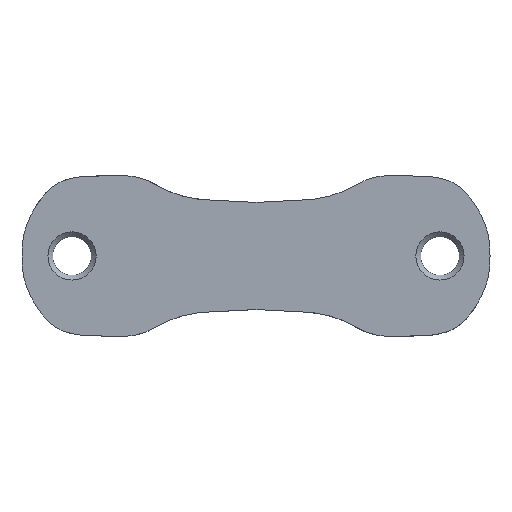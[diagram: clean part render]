
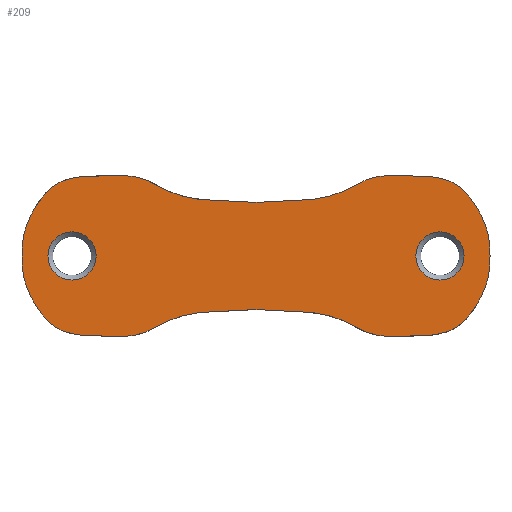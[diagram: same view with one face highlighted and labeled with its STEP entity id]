
A CAD part, top view. The second image highlights one B-rep face of the part: STEP entity #209.
In plain terms, the highlighted planar face has unit normal (0, 0, 1).
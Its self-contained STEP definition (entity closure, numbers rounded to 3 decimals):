
#15=FACE_BOUND('',#60,.T.);
#16=FACE_BOUND('',#61,.T.);
#19=PLANE('',#241);
#21=(
BOUNDED_CURVE()
B_SPLINE_CURVE(5,(#366,#367,#368,#369,#370,#371,#372,#373,#374,#375,#376,
#377,#378,#379,#380,#381,#382,#383,#384,#385),.UNSPECIFIED.,.F.,.F.)
B_SPLINE_CURVE_WITH_KNOTS((6,1,1,1,1,1,1,1,1,1,1,1,1,1,1,6),(0.,0.067,
0.133,0.2,0.267,0.333,0.4,0.467,
0.533,0.6,0.667,0.733,0.8,0.867,
0.933,1.),.UNSPECIFIED.)
CURVE()
GEOMETRIC_REPRESENTATION_ITEM()
RATIONAL_B_SPLINE_CURVE((1.,1.,1.,1.,1.,1.,1.,1.,1.,1.,1.,1.,1.,1.,1.,1.,
1.,1.,1.,1.))
REPRESENTATION_ITEM('')
);
#23=(
BOUNDED_CURVE()
B_SPLINE_CURVE(5,(#451,#452,#453,#454,#455,#456,#457,#458,#459,#460,#461,
#462,#463,#464,#465,#466,#467,#468,#469,#470),.UNSPECIFIED.,.F.,.F.)
B_SPLINE_CURVE_WITH_KNOTS((6,1,1,1,1,1,1,1,1,1,1,1,1,1,1,6),(0.,0.067,
0.133,0.2,0.267,0.333,0.4,0.467,
0.533,0.6,0.667,0.733,0.8,0.867,
0.933,1.),.UNSPECIFIED.)
CURVE()
GEOMETRIC_REPRESENTATION_ITEM()
RATIONAL_B_SPLINE_CURVE((1.,1.,1.,1.,1.,1.,1.,1.,1.,1.,1.,1.,1.,1.,1.,1.,
1.,1.,1.,1.))
REPRESENTATION_ITEM('')
);
#25=(
BOUNDED_CURVE()
B_SPLINE_CURVE(5,(#534,#535,#536,#537,#538,#539,#540,#541,#542,#543,#544,
#545,#546,#547,#548,#549,#550,#551,#552,#553),.UNSPECIFIED.,.F.,.F.)
B_SPLINE_CURVE_WITH_KNOTS((6,1,1,1,1,1,1,1,1,1,1,1,1,1,1,6),(0.,0.067,
0.133,0.2,0.267,0.333,0.4,0.467,
0.533,0.6,0.667,0.733,0.8,0.867,
0.933,1.),.UNSPECIFIED.)
CURVE()
GEOMETRIC_REPRESENTATION_ITEM()
RATIONAL_B_SPLINE_CURVE((1.,1.,1.,1.,1.,1.,1.,1.,1.,1.,1.,1.,1.,1.,1.,1.,
1.,1.,1.,1.))
REPRESENTATION_ITEM('')
);
#27=(
BOUNDED_CURVE()
B_SPLINE_CURVE(5,(#616,#617,#618,#619,#620,#621,#622,#623,#624,#625,#626,
#627,#628,#629,#630,#631,#632,#633,#634,#635),.UNSPECIFIED.,.F.,.F.)
B_SPLINE_CURVE_WITH_KNOTS((6,1,1,1,1,1,1,1,1,1,1,1,1,1,1,6),(0.,0.067,
0.133,0.2,0.267,0.333,0.4,0.467,
0.533,0.6,0.667,0.733,0.8,0.867,
0.933,1.),.UNSPECIFIED.)
CURVE()
GEOMETRIC_REPRESENTATION_ITEM()
RATIONAL_B_SPLINE_CURVE((1.,1.,1.,1.,1.,1.,1.,1.,1.,1.,1.,1.,1.,1.,1.,1.,
1.,1.,1.,1.))
REPRESENTATION_ITEM('')
);
#47=FACE_OUTER_BOUND('',#59,.T.);
#59=EDGE_LOOP('',(#185,#186,#187,#188));
#60=EDGE_LOOP('',(#189));
#61=EDGE_LOOP('',(#190));
#88=CIRCLE('',#230,4.);
#92=CIRCLE('',#236,4.);
#98=VERTEX_POINT('',#301);
#102=VERTEX_POINT('',#313);
#105=VERTEX_POINT('',#364);
#106=VERTEX_POINT('',#365);
#109=VERTEX_POINT('',#450);
#111=VERTEX_POINT('',#533);
#117=EDGE_CURVE('',#98,#98,#88,.T.);
#123=EDGE_CURVE('',#102,#102,#92,.T.);
#129=EDGE_CURVE('',#105,#106,#21,.T.);
#133=EDGE_CURVE('',#105,#109,#23,.T.);
#136=EDGE_CURVE('',#111,#109,#25,.T.);
#139=EDGE_CURVE('',#111,#106,#27,.T.);
#185=ORIENTED_EDGE('',*,*,#139,.T.);
#186=ORIENTED_EDGE('',*,*,#129,.F.);
#187=ORIENTED_EDGE('',*,*,#133,.T.);
#188=ORIENTED_EDGE('',*,*,#136,.F.);
#189=ORIENTED_EDGE('',*,*,#117,.T.);
#190=ORIENTED_EDGE('',*,*,#123,.T.);
#209=ADVANCED_FACE('',(#47,#15,#16),#19,.T.);
#230=AXIS2_PLACEMENT_3D('',#302,#256,#257);
#236=AXIS2_PLACEMENT_3D('',#314,#270,#271);
#241=AXIS2_PLACEMENT_3D('',#656,#287,#288);
#256=DIRECTION('center_axis',(0.,0.,-1.));
#257=DIRECTION('ref_axis',(-1.,0.,0.));
#270=DIRECTION('center_axis',(0.,0.,-1.));
#271=DIRECTION('ref_axis',(-1.,0.,0.));
#287=DIRECTION('center_axis',(0.,0.,1.));
#288=DIRECTION('ref_axis',(1.,0.,0.));
#301=CARTESIAN_POINT('',(-51.55,0.427,0.));
#302=CARTESIAN_POINT('Origin',(-55.55,0.427,0.));
#313=CARTESIAN_POINT('',(9.55,0.427,0.));
#314=CARTESIAN_POINT('Origin',(5.55,0.427,0.));
#364=CARTESIAN_POINT('',(-25.,9.327,0.));
#365=CARTESIAN_POINT('',(13.857,0.427,0.));
#366=CARTESIAN_POINT('Ctrl Pts',(-25.,9.327,0.));
#367=CARTESIAN_POINT('Ctrl Pts',(-23.12,9.322,0.));
#368=CARTESIAN_POINT('Ctrl Pts',(-19.699,9.379,0.));
#369=CARTESIAN_POINT('Ctrl Pts',(-15.584,9.663,0.));
#370=CARTESIAN_POINT('Ctrl Pts',(-11.941,10.388,0.));
#371=CARTESIAN_POINT('Ctrl Pts',(-9.428,11.594,0.));
#372=CARTESIAN_POINT('Ctrl Pts',(-7.7,12.761,0.));
#373=CARTESIAN_POINT('Ctrl Pts',(-5.658,13.599,0.));
#374=CARTESIAN_POINT('Ctrl Pts',(-2.619,13.925,0.));
#375=CARTESIAN_POINT('Ctrl Pts',(1.128,13.861,0.));
#376=CARTESIAN_POINT('Ctrl Pts',(4.418,13.693,0.));
#377=CARTESIAN_POINT('Ctrl Pts',(7.139,13.084,0.));
#378=CARTESIAN_POINT('Ctrl Pts',(9.333,11.734,0.));
#379=CARTESIAN_POINT('Ctrl Pts',(11.232,9.427,0.));
#380=CARTESIAN_POINT('Ctrl Pts',(12.693,6.772,0.));
#381=CARTESIAN_POINT('Ctrl Pts',(13.519,4.451,0.));
#382=CARTESIAN_POINT('Ctrl Pts',(13.798,2.806,0.));
#383=CARTESIAN_POINT('Ctrl Pts',(13.868,1.619,0.));
#384=CARTESIAN_POINT('Ctrl Pts',(13.868,0.825,0.));
#385=CARTESIAN_POINT('Ctrl Pts',(13.857,0.427,0.));
#450=CARTESIAN_POINT('',(-63.857,0.427,0.));
#451=CARTESIAN_POINT('Ctrl Pts',(-25.,9.327,0.));
#452=CARTESIAN_POINT('Ctrl Pts',(-26.88,9.322,0.));
#453=CARTESIAN_POINT('Ctrl Pts',(-30.301,9.379,0.));
#454=CARTESIAN_POINT('Ctrl Pts',(-34.416,9.663,0.));
#455=CARTESIAN_POINT('Ctrl Pts',(-38.059,10.388,0.));
#456=CARTESIAN_POINT('Ctrl Pts',(-40.572,11.594,0.));
#457=CARTESIAN_POINT('Ctrl Pts',(-42.3,12.761,0.));
#458=CARTESIAN_POINT('Ctrl Pts',(-44.342,13.599,0.));
#459=CARTESIAN_POINT('Ctrl Pts',(-47.381,13.925,0.));
#460=CARTESIAN_POINT('Ctrl Pts',(-51.128,13.861,0.));
#461=CARTESIAN_POINT('Ctrl Pts',(-54.418,13.693,0.));
#462=CARTESIAN_POINT('Ctrl Pts',(-57.139,13.084,0.));
#463=CARTESIAN_POINT('Ctrl Pts',(-59.333,11.734,0.));
#464=CARTESIAN_POINT('Ctrl Pts',(-61.232,9.427,0.));
#465=CARTESIAN_POINT('Ctrl Pts',(-62.693,6.772,0.));
#466=CARTESIAN_POINT('Ctrl Pts',(-63.519,4.451,0.));
#467=CARTESIAN_POINT('Ctrl Pts',(-63.798,2.806,0.));
#468=CARTESIAN_POINT('Ctrl Pts',(-63.868,1.619,0.));
#469=CARTESIAN_POINT('Ctrl Pts',(-63.868,0.825,0.));
#470=CARTESIAN_POINT('Ctrl Pts',(-63.857,0.427,0.));
#533=CARTESIAN_POINT('',(-25.,-8.473,0.));
#534=CARTESIAN_POINT('Ctrl Pts',(-25.,-8.473,0.));
#535=CARTESIAN_POINT('Ctrl Pts',(-26.88,-8.468,0.));
#536=CARTESIAN_POINT('Ctrl Pts',(-30.301,-8.525,0.));
#537=CARTESIAN_POINT('Ctrl Pts',(-34.416,-8.809,0.));
#538=CARTESIAN_POINT('Ctrl Pts',(-38.059,-9.534,0.));
#539=CARTESIAN_POINT('Ctrl Pts',(-40.572,-10.74,0.));
#540=CARTESIAN_POINT('Ctrl Pts',(-42.3,-11.906,0.));
#541=CARTESIAN_POINT('Ctrl Pts',(-44.342,-12.745,0.));
#542=CARTESIAN_POINT('Ctrl Pts',(-47.381,-13.071,0.));
#543=CARTESIAN_POINT('Ctrl Pts',(-51.128,-13.006,0.));
#544=CARTESIAN_POINT('Ctrl Pts',(-54.418,-12.839,0.));
#545=CARTESIAN_POINT('Ctrl Pts',(-57.139,-12.229,0.));
#546=CARTESIAN_POINT('Ctrl Pts',(-59.333,-10.88,0.));
#547=CARTESIAN_POINT('Ctrl Pts',(-61.232,-8.573,0.));
#548=CARTESIAN_POINT('Ctrl Pts',(-62.693,-5.918,0.));
#549=CARTESIAN_POINT('Ctrl Pts',(-63.519,-3.596,0.));
#550=CARTESIAN_POINT('Ctrl Pts',(-63.798,-1.951,0.));
#551=CARTESIAN_POINT('Ctrl Pts',(-63.868,-0.765,0.));
#552=CARTESIAN_POINT('Ctrl Pts',(-63.868,0.03,0.));
#553=CARTESIAN_POINT('Ctrl Pts',(-63.857,0.427,0.));
#616=CARTESIAN_POINT('Ctrl Pts',(-25.,-8.473,0.));
#617=CARTESIAN_POINT('Ctrl Pts',(-23.12,-8.468,0.));
#618=CARTESIAN_POINT('Ctrl Pts',(-19.699,-8.525,0.));
#619=CARTESIAN_POINT('Ctrl Pts',(-15.584,-8.809,0.));
#620=CARTESIAN_POINT('Ctrl Pts',(-11.941,-9.534,0.));
#621=CARTESIAN_POINT('Ctrl Pts',(-9.428,-10.74,0.));
#622=CARTESIAN_POINT('Ctrl Pts',(-7.7,-11.906,0.));
#623=CARTESIAN_POINT('Ctrl Pts',(-5.658,-12.745,0.));
#624=CARTESIAN_POINT('Ctrl Pts',(-2.619,-13.071,0.));
#625=CARTESIAN_POINT('Ctrl Pts',(1.128,-13.006,0.));
#626=CARTESIAN_POINT('Ctrl Pts',(4.418,-12.839,0.));
#627=CARTESIAN_POINT('Ctrl Pts',(7.139,-12.229,0.));
#628=CARTESIAN_POINT('Ctrl Pts',(9.333,-10.88,0.));
#629=CARTESIAN_POINT('Ctrl Pts',(11.232,-8.573,0.));
#630=CARTESIAN_POINT('Ctrl Pts',(12.693,-5.918,0.));
#631=CARTESIAN_POINT('Ctrl Pts',(13.519,-3.596,0.));
#632=CARTESIAN_POINT('Ctrl Pts',(13.798,-1.951,0.));
#633=CARTESIAN_POINT('Ctrl Pts',(13.868,-0.765,0.));
#634=CARTESIAN_POINT('Ctrl Pts',(13.868,0.03,0.));
#635=CARTESIAN_POINT('Ctrl Pts',(13.857,0.427,0.));
#656=CARTESIAN_POINT('Origin',(-25.,0.427,0.));
